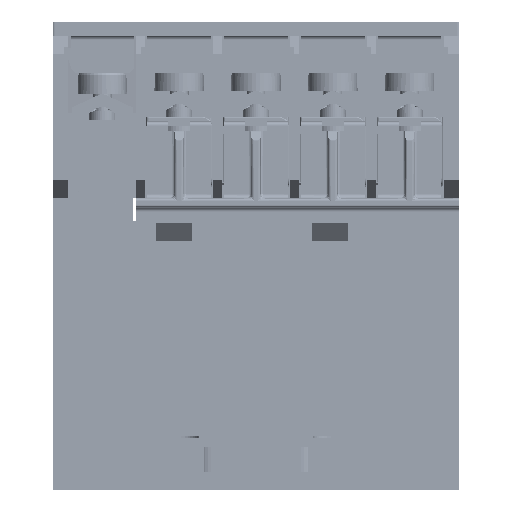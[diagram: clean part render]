
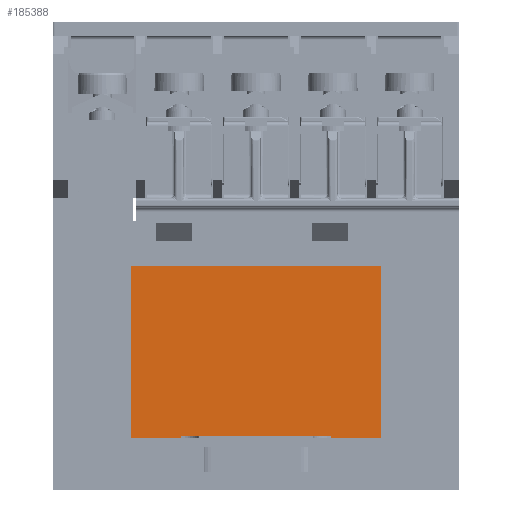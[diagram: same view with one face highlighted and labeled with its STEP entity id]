
A CAD part, front view. The second image highlights one B-rep face of the part: STEP entity #185388.
In plain terms, the highlighted planar face has unit normal (0, -1, 0).
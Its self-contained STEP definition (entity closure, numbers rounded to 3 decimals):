
#185291=CARTESIAN_POINT('',(-8.25,-22.175,-12.25));
#185292=VERTEX_POINT('',#185291);
#185308=CARTESIAN_POINT('',(-8.25,-22.175,-12.));
#185309=VERTEX_POINT('',#185308);
#185317=CARTESIAN_POINT('',(-8.25,-22.175,-12.));
#185318=DIRECTION('',(0.0,0.0,-1.0));
#185319=VECTOR('',#185318,0.25);
#185320=LINE('',#185317,#185319);
#185321=EDGE_CURVE('',#185309,#185292,#185320,.T.);
#185326=CARTESIAN_POINT('',(0.,-22.175,-3.75));
#185327=DIRECTION('',(0.0,1.0,0.0));
#185328=DIRECTION('',(0.0,0.0,1.0));
#185329=AXIS2_PLACEMENT_3D('',#185326,#185327,#185328);
#185330=PLANE('',#185329);
#185331=ORIENTED_EDGE('',*,*,#185321,.F.);
#185332=CARTESIAN_POINT('',(8.25,-22.175,-12.));
#185333=VERTEX_POINT('',#185332);
#185334=CARTESIAN_POINT('',(-8.25,-22.175,-12.));
#185335=DIRECTION('',(1.0,0.0,0.0));
#185336=VECTOR('',#185335,16.5);
#185337=LINE('',#185334,#185336);
#185338=EDGE_CURVE('',#185309,#185333,#185337,.T.);
#185339=ORIENTED_EDGE('',*,*,#185338,.T.);
#185340=CARTESIAN_POINT('',(8.25,-22.175,-12.25));
#185341=VERTEX_POINT('',#185340);
#185342=CARTESIAN_POINT('',(8.25,-22.175,-12.25));
#185343=DIRECTION('',(0.0,0.0,1.0));
#185344=VECTOR('',#185343,0.25);
#185345=LINE('',#185342,#185344);
#185346=EDGE_CURVE('',#185341,#185333,#185345,.T.);
#185347=ORIENTED_EDGE('',*,*,#185346,.F.);
#185348=CARTESIAN_POINT('',(13.875,-22.175,-12.25));
#185349=VERTEX_POINT('',#185348);
#185350=CARTESIAN_POINT('',(8.25,-22.175,-12.25));
#185351=DIRECTION('',(1.0,0.0,0.0));
#185352=VECTOR('',#185351,5.625);
#185353=LINE('',#185350,#185352);
#185354=EDGE_CURVE('',#185341,#185349,#185353,.T.);
#185355=ORIENTED_EDGE('',*,*,#185354,.T.);
#185356=CARTESIAN_POINT('',(13.875,-22.175,6.75));
#185357=VERTEX_POINT('',#185356);
#185358=CARTESIAN_POINT('',(13.875,-22.175,-12.25));
#185359=DIRECTION('',(0.0,0.0,1.0));
#185360=VECTOR('',#185359,19.0);
#185361=LINE('',#185358,#185360);
#185362=EDGE_CURVE('',#185349,#185357,#185361,.T.);
#185363=ORIENTED_EDGE('',*,*,#185362,.T.);
#185364=CARTESIAN_POINT('',(-13.875,-22.175,6.75));
#185365=VERTEX_POINT('',#185364);
#185366=CARTESIAN_POINT('',(-13.875,-22.175,6.75));
#185367=DIRECTION('',(1.0,0.0,0.0));
#185368=VECTOR('',#185367,27.75);
#185369=LINE('',#185366,#185368);
#185370=EDGE_CURVE('',#185365,#185357,#185369,.T.);
#185371=ORIENTED_EDGE('',*,*,#185370,.F.);
#185372=CARTESIAN_POINT('',(-13.875,-22.175,-12.25));
#185373=VERTEX_POINT('',#185372);
#185374=CARTESIAN_POINT('',(-13.875,-22.175,6.75));
#185375=DIRECTION('',(0.0,0.0,-1.0));
#185376=VECTOR('',#185375,19.);
#185377=LINE('',#185374,#185376);
#185378=EDGE_CURVE('',#185365,#185373,#185377,.T.);
#185379=ORIENTED_EDGE('',*,*,#185378,.T.);
#185380=CARTESIAN_POINT('',(-13.875,-22.175,-12.25));
#185381=DIRECTION('',(1.0,0.0,0.0));
#185382=VECTOR('',#185381,5.625);
#185383=LINE('',#185380,#185382);
#185384=EDGE_CURVE('',#185373,#185292,#185383,.T.);
#185385=ORIENTED_EDGE('',*,*,#185384,.T.);
#185386=EDGE_LOOP('',(#185331,#185339,#185347,#185355,#185363,#185371,#185379,#185385));
#185387=FACE_OUTER_BOUND('',#185386,.T.);
#185388=ADVANCED_FACE('',(#185387),#185330,.F.);
